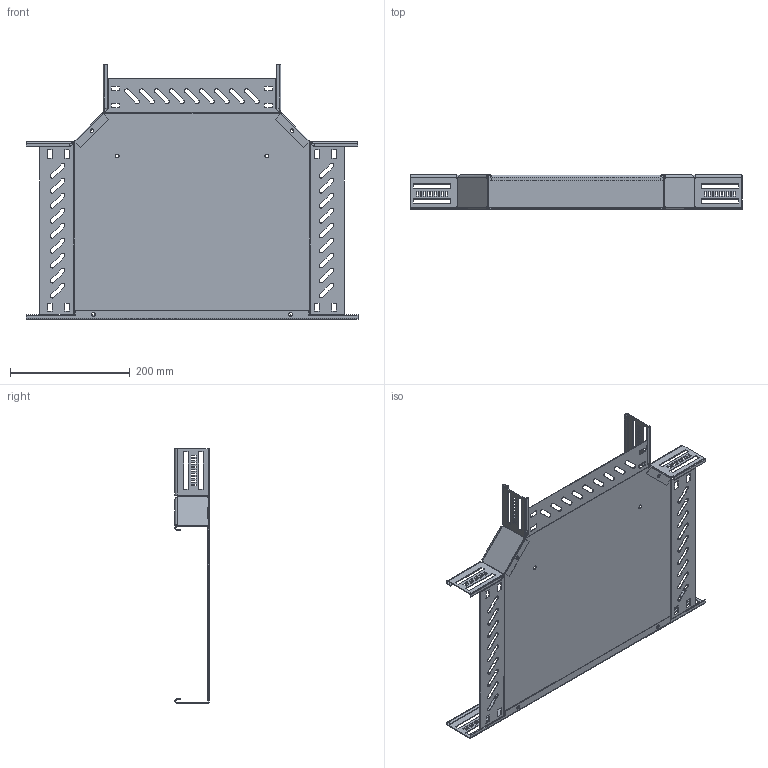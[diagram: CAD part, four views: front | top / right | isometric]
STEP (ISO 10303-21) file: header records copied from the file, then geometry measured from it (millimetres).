
FILE_DESCRIPTION (( 'STEP AP214' ), '1' );
FILE_NAME ('6038184.STEP', '2024-10-25T12:55:38', ( '' ), ( '' ), 'SwSTEP 2.0', 'SolidWorks 2024', '' );
FILE_SCHEMA (( 'AUTOMOTIVE_DESIGN' ));
Length unit declared in the file: millimetre
Products named in the file (4): 172093_300; 167655_60x90°; 6038184; 172072_300
Assembly tree (4 placements, depth 2):
  6038184
    172072_300
    167655_60x90°  x2
    172093_300
Bounding box: 554 x 57 x 424.99 mm (x, y, z)
Volume: 263273.7 mm3; surface area: 502137.4 mm2
Topology: 4 solids, 4 shells, 801 faces, 2235 edges, 1442 vertices
Faces by surface type: plane 536, cylinder 249, bspline 16
Entity records: 20676 total; most frequent: CARTESIAN_POINT 4027, ORIENTED_EDGE 3494, DIRECTION 3293, EDGE_CURVE 1747, VECTOR 1277, LINE 1277, VERTEX_POINT 1138, AXIS2_PLACEMENT_3D 1008
